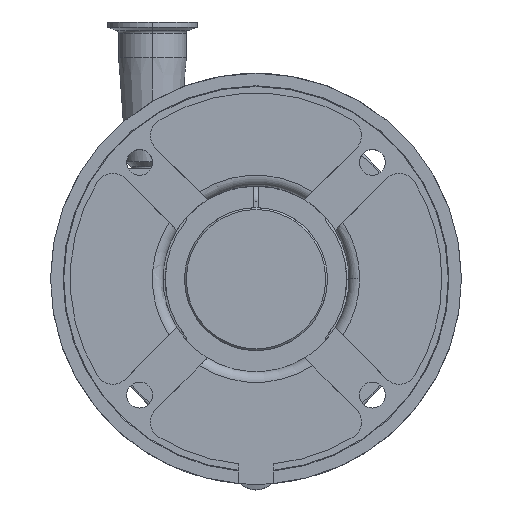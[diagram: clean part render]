
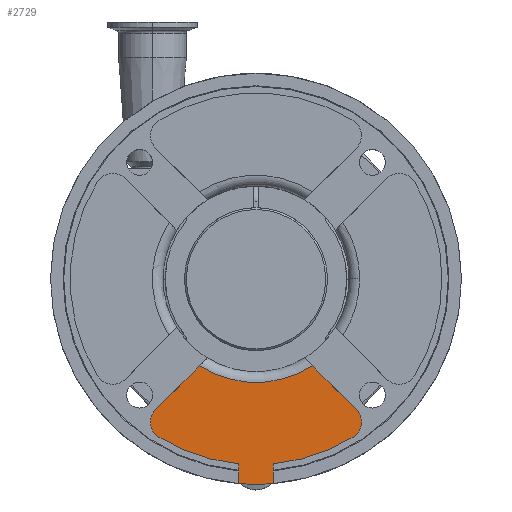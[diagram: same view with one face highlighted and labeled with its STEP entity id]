
A CAD part, top view. The second image highlights one B-rep face of the part: STEP entity #2729.
In plain terms, the highlighted planar face has unit normal (0, 0, 1).
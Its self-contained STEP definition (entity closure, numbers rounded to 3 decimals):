
#62 = CARTESIAN_POINT ( 'NONE',  ( -54.285, -88.708, 214.5 ) ) ;
#232 = CARTESIAN_POINT ( 'NONE',  ( 0., 0., 214.5 ) ) ;
#292 = EDGE_CURVE ( 'NONE', #3029, #491, #5996, .T. ) ;
#491 = VERTEX_POINT ( 'NONE', #8530 ) ;
#631 = CARTESIAN_POINT ( 'NONE',  ( 9.75, -103.542, 214.5 ) ) ;
#734 = DIRECTION ( 'NONE',  ( 0., -1., 0. ) ) ;
#815 = DIRECTION ( 'NONE',  ( 0., 0., 1. ) ) ;
#852 = FACE_OUTER_BOUND ( 'NONE', #8111, .T. ) ;
#910 = AXIS2_PLACEMENT_3D ( 'NONE', #7080, #11502, #3065 ) ;
#1142 = CARTESIAN_POINT ( 'NONE',  ( 56.137, -73.107, 214.5 ) ) ;
#1225 = CARTESIAN_POINT ( 'NONE',  ( -31.64, -48.61, 214.5 ) ) ;
#1499 = CARTESIAN_POINT ( 'NONE',  ( 9.75, -103.542, 214.5 ) ) ;
#1644 = DIRECTION ( 'NONE',  ( 1., 0., 0. ) ) ;
#2004 = ORIENTED_EDGE ( 'NONE', *, *, #13414, .T. ) ;
#2269 = EDGE_CURVE ( 'NONE', #7600, #10962, #5318, .T. ) ;
#2642 = EDGE_CURVE ( 'NONE', #5972, #10609, #10845, .T. ) ;
#2687 = DIRECTION ( 'NONE',  ( 0., 0., 1. ) ) ;
#2704 = AXIS2_PLACEMENT_3D ( 'NONE', #7171, #2815, #5098 ) ;
#2729 = ADVANCED_FACE ( 'NONE', ( #852 ), #5077, .T. ) ;
#2802 = CARTESIAN_POINT ( 'NONE',  ( 31.64, -48.61, 214.5 ) ) ;
#2815 = DIRECTION ( 'NONE',  ( 0., 0., -1. ) ) ;
#3029 = VERTEX_POINT ( 'NONE', #631 ) ;
#3038 = VERTEX_POINT ( 'NONE', #8158 ) ;
#3065 = DIRECTION ( 'NONE',  ( 1., 0., 0. ) ) ;
#3231 = EDGE_CURVE ( 'NONE', #7807, #5972, #11091, .T. ) ;
#3277 = LINE ( 'NONE', #6602, #9265 ) ;
#3294 = DIRECTION ( 'NONE',  ( -1., 0., 0. ) ) ;
#3361 = EDGE_CURVE ( 'NONE', #491, #3038, #13085, .T. ) ;
#3618 = AXIS2_PLACEMENT_3D ( 'NONE', #4188, #815, #3294 ) ;
#4095 = CARTESIAN_POINT ( 'NONE',  ( 0., 0., 214.5 ) ) ;
#4188 = CARTESIAN_POINT ( 'NONE',  ( -49.066, -80.178, 214.5 ) ) ;
#4725 = CIRCLE ( 'NONE', #3618, 10. ) ;
#4959 = AXIS2_PLACEMENT_3D ( 'NONE', #8938, #7699, #5778 ) ;
#5077 = PLANE ( 'NONE',  #12170 ) ;
#5098 = DIRECTION ( 'NONE',  ( 1., 0., 0. ) ) ;
#5213 = CARTESIAN_POINT ( 'NONE',  ( 59.066, -80.178, 214.5 ) ) ;
#5317 = DIRECTION ( 'NONE',  ( -0.707, -0.707, 0. ) ) ;
#5318 = CIRCLE ( 'NONE', #13052, 104. ) ;
#5592 = DIRECTION ( 'NONE',  ( 0., 1., 0. ) ) ;
#5623 = ORIENTED_EDGE ( 'NONE', *, *, #6129, .T. ) ;
#5636 = DIRECTION ( 'NONE',  ( -0.707, 0.707, 0. ) ) ;
#5756 = VERTEX_POINT ( 'NONE', #2802 ) ;
#5764 = DIRECTION ( 'NONE',  ( 1., 0., 0. ) ) ;
#5778 = DIRECTION ( 'NONE',  ( 1., 0., 0. ) ) ;
#5972 = VERTEX_POINT ( 'NONE', #5213 ) ;
#5996 = LINE ( 'NONE', #1499, #7703 ) ;
#6129 = EDGE_CURVE ( 'NONE', #3029, #7807, #9941, .T. ) ;
#6191 = AXIS2_PLACEMENT_3D ( 'NONE', #232, #6667, #5764 ) ;
#6234 = EDGE_CURVE ( 'NONE', #10609, #5756, #3277, .T. ) ;
#6592 = VECTOR ( 'NONE', #5317, 1000. ) ;
#6602 = CARTESIAN_POINT ( 'NONE',  ( 27.292, -44.262, 214.5 ) ) ;
#6667 = DIRECTION ( 'NONE',  ( 0., 0., 1. ) ) ;
#7080 = CARTESIAN_POINT ( 'NONE',  ( 49.066, -80.178, 214.5 ) ) ;
#7171 = CARTESIAN_POINT ( 'NONE',  ( 0., 0., 214.5 ) ) ;
#7283 = DIRECTION ( 'NONE',  ( -1., 0., 0. ) ) ;
#7333 = AXIS2_PLACEMENT_3D ( 'NONE', #12588, #2687, #1644 ) ;
#7393 = CARTESIAN_POINT ( 'NONE',  ( -56.137, -73.107, 214.5 ) ) ;
#7450 = CARTESIAN_POINT ( 'NONE',  ( 0., 0., 214.5 ) ) ;
#7600 = VERTEX_POINT ( 'NONE', #62 ) ;
#7699 = DIRECTION ( 'NONE',  ( 0., 0., -1. ) ) ;
#7703 = VECTOR ( 'NONE', #734, 1000. ) ;
#7807 = VERTEX_POINT ( 'NONE', #9018 ) ;
#7867 = CARTESIAN_POINT ( 'NONE',  ( -56.137, -73.107, 214.5 ) ) ;
#8111 = EDGE_LOOP ( 'NONE', ( #11217, #9307, #2004, #9095, #8778, #10692, #12721, #10040, #5623, #9410, #8266 ) ) ;
#8158 = CARTESIAN_POINT ( 'NONE',  ( -9.75, -114.586, 214.5 ) ) ;
#8266 = ORIENTED_EDGE ( 'NONE', *, *, #2642, .T. ) ;
#8310 = DIRECTION ( 'NONE',  ( 0., 0., 1. ) ) ;
#8530 = CARTESIAN_POINT ( 'NONE',  ( 9.75, -114.586, 214.5 ) ) ;
#8548 = DIRECTION ( 'NONE',  ( 1., 0., 0. ) ) ;
#8778 = ORIENTED_EDGE ( 'NONE', *, *, #2269, .T. ) ;
#8938 = CARTESIAN_POINT ( 'NONE',  ( 0., 0., 214.5 ) ) ;
#9018 = CARTESIAN_POINT ( 'NONE',  ( 54.285, -88.708, 214.5 ) ) ;
#9095 = ORIENTED_EDGE ( 'NONE', *, *, #10156, .T. ) ;
#9148 = CIRCLE ( 'NONE', #4959, 58. ) ;
#9265 = VECTOR ( 'NONE', #5636, 1000. ) ;
#9307 = ORIENTED_EDGE ( 'NONE', *, *, #10768, .T. ) ;
#9410 = ORIENTED_EDGE ( 'NONE', *, *, #3231, .T. ) ;
#9941 = CIRCLE ( 'NONE', #6191, 104. ) ;
#10017 = VECTOR ( 'NONE', #5592, 1000. ) ;
#10040 = ORIENTED_EDGE ( 'NONE', *, *, #292, .F. ) ;
#10156 = EDGE_CURVE ( 'NONE', #13567, #7600, #4725, .T. ) ;
#10164 = VERTEX_POINT ( 'NONE', #1225 ) ;
#10609 = VERTEX_POINT ( 'NONE', #1142 ) ;
#10692 = ORIENTED_EDGE ( 'NONE', *, *, #12469, .F. ) ;
#10768 = EDGE_CURVE ( 'NONE', #5756, #10164, #9148, .T. ) ;
#10841 = CARTESIAN_POINT ( 'NONE',  ( -9.75, -114.586, 214.5 ) ) ;
#10845 = CIRCLE ( 'NONE', #910, 10. ) ;
#10962 = VERTEX_POINT ( 'NONE', #12807 ) ;
#11091 = CIRCLE ( 'NONE', #7333, 10. ) ;
#11217 = ORIENTED_EDGE ( 'NONE', *, *, #6234, .T. ) ;
#11502 = DIRECTION ( 'NONE',  ( 0., 0., 1. ) ) ;
#11748 = LINE ( 'NONE', #7393, #6592 ) ;
#11950 = LINE ( 'NONE', #10841, #10017 ) ;
#12170 = AXIS2_PLACEMENT_3D ( 'NONE', #4095, #8310, #7283 ) ;
#12469 = EDGE_CURVE ( 'NONE', #3038, #10962, #11950, .T. ) ;
#12588 = CARTESIAN_POINT ( 'NONE',  ( 49.066, -80.178, 214.5 ) ) ;
#12710 = DIRECTION ( 'NONE',  ( 0., 0., 1. ) ) ;
#12721 = ORIENTED_EDGE ( 'NONE', *, *, #3361, .F. ) ;
#12807 = CARTESIAN_POINT ( 'NONE',  ( -9.75, -103.542, 214.5 ) ) ;
#13052 = AXIS2_PLACEMENT_3D ( 'NONE', #7450, #12710, #8548 ) ;
#13085 = CIRCLE ( 'NONE', #2704, 115. ) ;
#13414 = EDGE_CURVE ( 'NONE', #10164, #13567, #11748, .T. ) ;
#13567 = VERTEX_POINT ( 'NONE', #7867 ) ;
